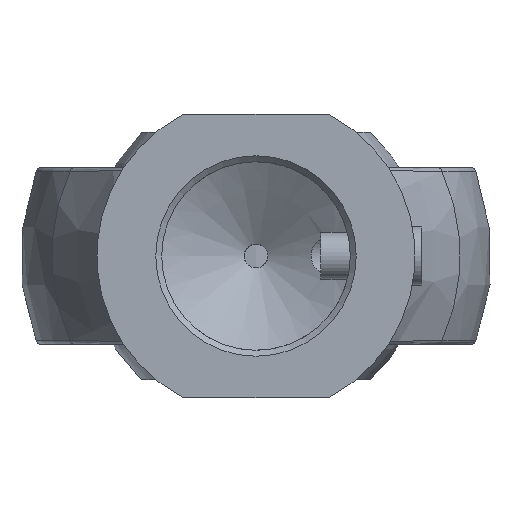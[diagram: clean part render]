
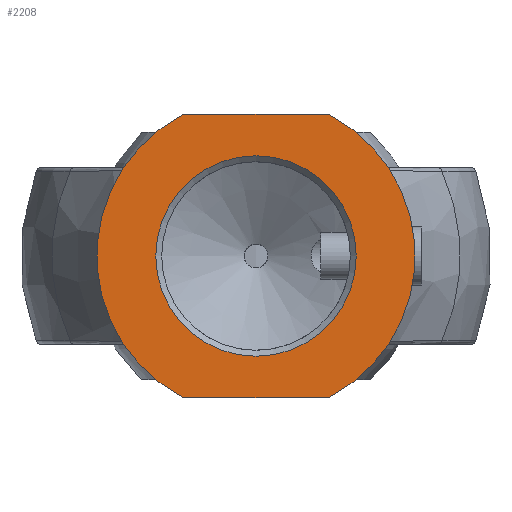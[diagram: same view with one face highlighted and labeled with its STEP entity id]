
A CAD part, front view. The second image highlights one B-rep face of the part: STEP entity #2208.
In plain terms, the highlighted planar face has unit normal (0, -1, 0).
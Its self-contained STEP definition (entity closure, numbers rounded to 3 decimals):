
#66 = ORIENTED_EDGE ( 'NONE', *, *, #1895, .F. ) ;
#77 = DIRECTION ( 'NONE',  ( 1., 0., 0. ) ) ;
#91 = CARTESIAN_POINT ( 'NONE',  ( -6.228, -64., -11.977 ) ) ;
#99 = DIRECTION ( 'NONE',  ( 0., -1., 0. ) ) ;
#267 = AXIS2_PLACEMENT_3D ( 'NONE', #1265, #99, #1967 ) ;
#374 = CARTESIAN_POINT ( 'NONE',  ( 6.228, -64., 11.977 ) ) ;
#402 = DIRECTION ( 'NONE',  ( 0., -1., 0. ) ) ;
#482 = CARTESIAN_POINT ( 'NONE',  ( 6.136, -64., 11.8 ) ) ;
#633 = FACE_OUTER_BOUND ( 'NONE', #1870, .T. ) ;
#665 = ORIENTED_EDGE ( 'NONE', *, *, #1715, .T. ) ;
#686 = LINE ( 'NONE', #1896, #2626 ) ;
#714 = EDGE_CURVE ( 'NONE', #2228, #2552, #1143, .T. ) ;
#764 = ORIENTED_EDGE ( 'NONE', *, *, #2676, .T. ) ;
#825 = FACE_BOUND ( 'NONE', #2584, .T. ) ;
#838 = VECTOR ( 'NONE', #77, 1000. ) ;
#857 = ORIENTED_EDGE ( 'NONE', *, *, #714, .T. ) ;
#880 = VERTEX_POINT ( 'NONE', #2495 ) ;
#930 = DIRECTION ( 'NONE',  ( 0., 0., -1. ) ) ;
#949 = CARTESIAN_POINT ( 'NONE',  ( -6.228, -64., 11.977 ) ) ;
#985 = DIRECTION ( 'NONE',  ( 0., 1., 0. ) ) ;
#1030 = ORIENTED_EDGE ( 'NONE', *, *, #2974, .T. ) ;
#1081 = CARTESIAN_POINT ( 'NONE',  ( -6.136, -64., -12. ) ) ;
#1143 = CIRCLE ( 'NONE', #1522, 0.2 ) ;
#1234 = AXIS2_PLACEMENT_3D ( 'NONE', #482, #1640, #1864 ) ;
#1235 = CIRCLE ( 'NONE', #267, 0.2 ) ;
#1262 = DIRECTION ( 'NONE',  ( 0., 0., -1. ) ) ;
#1265 = CARTESIAN_POINT ( 'NONE',  ( 6.136, -64., -11.8 ) ) ;
#1274 = CARTESIAN_POINT ( 'NONE',  ( 0., -64., 0. ) ) ;
#1305 = CARTESIAN_POINT ( 'NONE',  ( -6.136, -64., 12. ) ) ;
#1314 = CARTESIAN_POINT ( 'NONE',  ( -6.136, -64., -11.8 ) ) ;
#1334 = AXIS2_PLACEMENT_3D ( 'NONE', #2234, #2416, #1262 ) ;
#1362 = VERTEX_POINT ( 'NONE', #374 ) ;
#1522 = AXIS2_PLACEMENT_3D ( 'NONE', #2521, #402, #2290 ) ;
#1535 = CARTESIAN_POINT ( 'NONE',  ( 0., -64., 0. ) ) ;
#1560 = PLANE ( 'NONE',  #2916 ) ;
#1617 = AXIS2_PLACEMENT_3D ( 'NONE', #2675, #985, #2873 ) ;
#1640 = DIRECTION ( 'NONE',  ( 0., -1., 0. ) ) ;
#1669 = CIRCLE ( 'NONE', #2237, 0.2 ) ;
#1715 = EDGE_CURVE ( 'NONE', #2104, #1362, #2400, .T. ) ;
#1765 = DIRECTION ( 'NONE',  ( 0., 0., -1. ) ) ;
#1777 = DIRECTION ( 'NONE',  ( 0., -1., 0. ) ) ;
#1824 = ORIENTED_EDGE ( 'NONE', *, *, #2099, .T. ) ;
#1853 = VERTEX_POINT ( 'NONE', #1081 ) ;
#1864 = DIRECTION ( 'NONE',  ( 0., 0., -1. ) ) ;
#1870 = EDGE_LOOP ( 'NONE', ( #1030, #2615, #66, #764, #665, #2440, #2335, #857 ) ) ;
#1895 = EDGE_CURVE ( 'NONE', #2724, #1853, #686, .T. ) ;
#1896 = CARTESIAN_POINT ( 'NONE',  ( -20., -64., -12. ) ) ;
#1935 = EDGE_CURVE ( 'NONE', #1362, #2908, #2816, .T. ) ;
#1943 = CARTESIAN_POINT ( 'NONE',  ( 6.228, -64., -11.977 ) ) ;
#1946 = CARTESIAN_POINT ( 'NONE',  ( 6.136, -64., 12. ) ) ;
#1967 = DIRECTION ( 'NONE',  ( 0., 0., -1. ) ) ;
#2015 = EDGE_CURVE ( 'NONE', #2228, #2908, #2591, .T. ) ;
#2066 = DIRECTION ( 'NONE',  ( 0., 0., -1. ) ) ;
#2099 = EDGE_CURVE ( 'NONE', #880, #880, #2334, .T. ) ;
#2104 = VERTEX_POINT ( 'NONE', #1943 ) ;
#2176 = CARTESIAN_POINT ( 'NONE',  ( 6.136, -64., -12. ) ) ;
#2208 = ADVANCED_FACE ( 'NONE', ( #825, #633 ), #1560, .T. ) ;
#2228 = VERTEX_POINT ( 'NONE', #1305 ) ;
#2234 = CARTESIAN_POINT ( 'NONE',  ( 0., -64., 0. ) ) ;
#2237 = AXIS2_PLACEMENT_3D ( 'NONE', #1314, #1777, #2066 ) ;
#2244 = DIRECTION ( 'NONE',  ( 0., -1., 0. ) ) ;
#2290 = DIRECTION ( 'NONE',  ( 0., 0., -1. ) ) ;
#2334 = CIRCLE ( 'NONE', #1617, 8.5 ) ;
#2335 = ORIENTED_EDGE ( 'NONE', *, *, #2015, .F. ) ;
#2359 = CARTESIAN_POINT ( 'NONE',  ( -20., -64., 12. ) ) ;
#2382 = VERTEX_POINT ( 'NONE', #91 ) ;
#2400 = CIRCLE ( 'NONE', #2885, 13.5 ) ;
#2416 = DIRECTION ( 'NONE',  ( 0., -1., 0. ) ) ;
#2440 = ORIENTED_EDGE ( 'NONE', *, *, #1935, .T. ) ;
#2491 = EDGE_CURVE ( 'NONE', #2382, #1853, #1669, .T. ) ;
#2495 = CARTESIAN_POINT ( 'NONE',  ( 0., -64., -8.5 ) ) ;
#2521 = CARTESIAN_POINT ( 'NONE',  ( -6.136, -64., 11.8 ) ) ;
#2552 = VERTEX_POINT ( 'NONE', #949 ) ;
#2584 = EDGE_LOOP ( 'NONE', ( #1824 ) ) ;
#2591 = LINE ( 'NONE', #2359, #838 ) ;
#2615 = ORIENTED_EDGE ( 'NONE', *, *, #2491, .T. ) ;
#2626 = VECTOR ( 'NONE', #3009, 1000. ) ;
#2674 = CIRCLE ( 'NONE', #1334, 13.5 ) ;
#2675 = CARTESIAN_POINT ( 'NONE',  ( 0., -64., 0. ) ) ;
#2676 = EDGE_CURVE ( 'NONE', #2724, #2104, #1235, .T. ) ;
#2713 = DIRECTION ( 'NONE',  ( 0., -1., 0. ) ) ;
#2724 = VERTEX_POINT ( 'NONE', #2176 ) ;
#2816 = CIRCLE ( 'NONE', #1234, 0.2 ) ;
#2873 = DIRECTION ( 'NONE',  ( 0., 0., -1. ) ) ;
#2885 = AXIS2_PLACEMENT_3D ( 'NONE', #1535, #2244, #930 ) ;
#2908 = VERTEX_POINT ( 'NONE', #1946 ) ;
#2916 = AXIS2_PLACEMENT_3D ( 'NONE', #1274, #2713, #1765 ) ;
#2974 = EDGE_CURVE ( 'NONE', #2552, #2382, #2674, .T. ) ;
#3009 = DIRECTION ( 'NONE',  ( -1., 0., 0. ) ) ;
